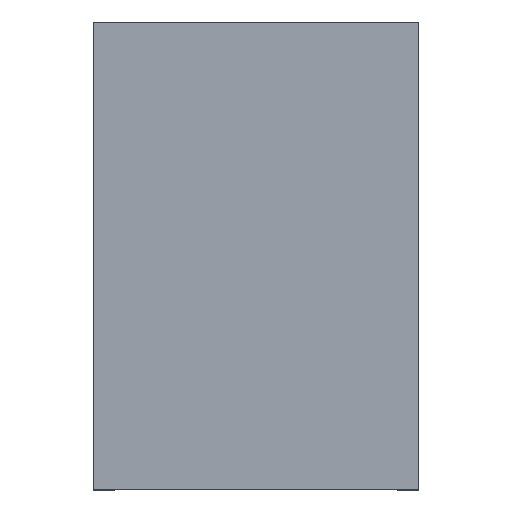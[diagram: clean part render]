
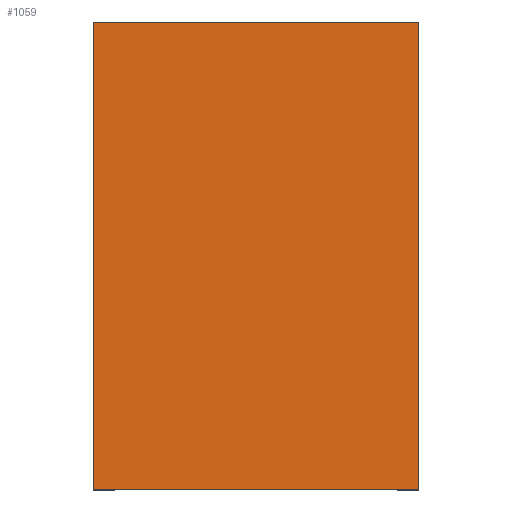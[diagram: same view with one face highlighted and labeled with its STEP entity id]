
A CAD part, top view. The second image highlights one B-rep face of the part: STEP entity #1059.
In plain terms, the highlighted planar face has unit normal (0, 0, 1).
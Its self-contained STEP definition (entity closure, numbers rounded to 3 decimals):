
#1059 = ADVANCED_FACE('',(#1060),#1094,.T.);
#1060 = FACE_BOUND('',#1061,.T.);
#1061 = EDGE_LOOP('',(#1062,#1072,#1080,#1088));
#1062 = ORIENTED_EDGE('',*,*,#1063,.T.);
#1063 = EDGE_CURVE('',#1064,#1066,#1068,.T.);
#1064 = VERTEX_POINT('',#1065);
#1065 = CARTESIAN_POINT('',(-15.3,-22.,0.));
#1066 = VERTEX_POINT('',#1067);
#1067 = CARTESIAN_POINT('',(15.3,-22.,0.));
#1068 = LINE('',#1069,#1070);
#1069 = CARTESIAN_POINT('',(-15.3,-22.,0.));
#1070 = VECTOR('',#1071,1.);
#1071 = DIRECTION('',(1.,0.,0.));
#1072 = ORIENTED_EDGE('',*,*,#1073,.T.);
#1073 = EDGE_CURVE('',#1066,#1074,#1076,.T.);
#1074 = VERTEX_POINT('',#1075);
#1075 = CARTESIAN_POINT('',(15.3,22.,0.));
#1076 = LINE('',#1077,#1078);
#1077 = CARTESIAN_POINT('',(15.3,-22.,0.));
#1078 = VECTOR('',#1079,1.);
#1079 = DIRECTION('',(0.,1.,0.));
#1080 = ORIENTED_EDGE('',*,*,#1081,.T.);
#1081 = EDGE_CURVE('',#1074,#1082,#1084,.T.);
#1082 = VERTEX_POINT('',#1083);
#1083 = CARTESIAN_POINT('',(-15.3,22.,0.));
#1084 = LINE('',#1085,#1086);
#1085 = CARTESIAN_POINT('',(15.3,22.,0.));
#1086 = VECTOR('',#1087,1.);
#1087 = DIRECTION('',(-1.,0.,0.));
#1088 = ORIENTED_EDGE('',*,*,#1089,.T.);
#1089 = EDGE_CURVE('',#1082,#1064,#1090,.T.);
#1090 = LINE('',#1091,#1092);
#1091 = CARTESIAN_POINT('',(-15.3,22.,0.));
#1092 = VECTOR('',#1093,1.);
#1093 = DIRECTION('',(0.,-1.,0.));
#1094 = PLANE('',#1095);
#1095 = AXIS2_PLACEMENT_3D('',#1096,#1097,#1098);
#1096 = CARTESIAN_POINT('',(0.,0.,0.));
#1097 = DIRECTION('',(0.,0.,1.));
#1098 = DIRECTION('',(1.,0.,-0.));
